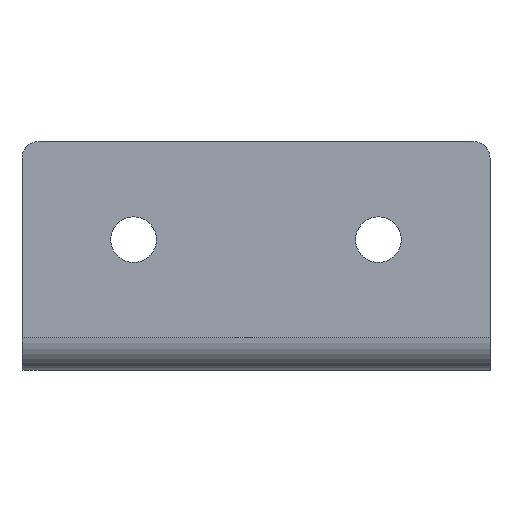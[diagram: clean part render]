
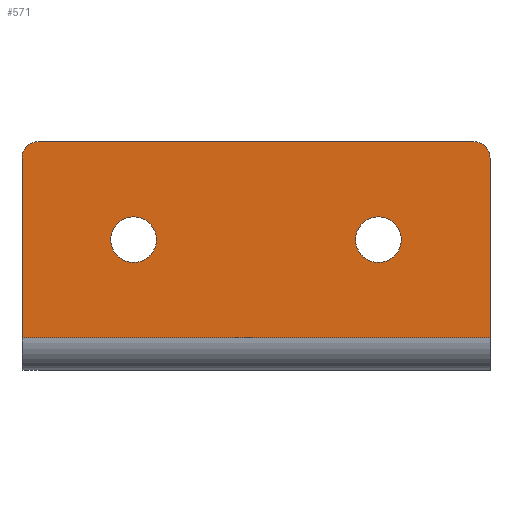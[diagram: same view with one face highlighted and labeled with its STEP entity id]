
A CAD part, front view. The second image highlights one B-rep face of the part: STEP entity #571.
In plain terms, the highlighted planar face has unit normal (0, -1, 0).
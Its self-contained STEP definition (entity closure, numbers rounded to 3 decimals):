
#9 = EDGE_CURVE ( 'NONE', #550, #502, #358, .T. ) ;
#20 = DIRECTION ( 'NONE',  ( 0., 0., 1. ) ) ;
#23 = ORIENTED_EDGE ( 'NONE', *, *, #753, .T. ) ;
#25 = CARTESIAN_POINT ( 'NONE',  ( 65.5, 0., 28.2 ) ) ;
#38 = CIRCLE ( 'NONE', #144, 3. ) ;
#60 = DIRECTION ( 'NONE',  ( 0., 0., -1. ) ) ;
#68 = DIRECTION ( 'NONE',  ( 0., -1., 0. ) ) ;
#100 = VECTOR ( 'NONE', #150, 1000. ) ;
#114 = FACE_BOUND ( 'NONE', #450, .T. ) ;
#115 = DIRECTION ( 'NONE',  ( 0., -1., 0. ) ) ;
#119 = DIRECTION ( 'NONE',  ( 1., 0., 0. ) ) ;
#131 = EDGE_CURVE ( 'NONE', #490, #679, #544, .T. ) ;
#139 = ORIENTED_EDGE ( 'NONE', *, *, #215, .F. ) ;
#144 = AXIS2_PLACEMENT_3D ( 'NONE', #631, #115, #60 ) ;
#150 = DIRECTION ( 'NONE',  ( 0., 0., 1. ) ) ;
#154 = EDGE_CURVE ( 'NONE', #276, #644, #38, .T. ) ;
#171 = CIRCLE ( 'NONE', #722, 4.2 ) ;
#175 = CARTESIAN_POINT ( 'NONE',  ( 86., 0., 39. ) ) ;
#178 = DIRECTION ( 'NONE',  ( 0., -1., 0. ) ) ;
#182 = CARTESIAN_POINT ( 'NONE',  ( 65.5, 0., 24. ) ) ;
#206 = CARTESIAN_POINT ( 'NONE',  ( 65.5, 0., 19.8 ) ) ;
#207 = LINE ( 'NONE', #445, #489 ) ;
#209 = ORIENTED_EDGE ( 'NONE', *, *, #721, .T. ) ;
#214 = VERTEX_POINT ( 'NONE', #175 ) ;
#215 = EDGE_CURVE ( 'NONE', #679, #490, #171, .T. ) ;
#217 = LINE ( 'NONE', #467, #724 ) ;
#231 = DIRECTION ( 'NONE',  ( 1., 0., 0. ) ) ;
#236 = EDGE_CURVE ( 'NONE', #214, #488, #807, .T. ) ;
#239 = DIRECTION ( 'NONE',  ( 0., -1., 0. ) ) ;
#242 = PLANE ( 'NONE',  #586 ) ;
#269 = DIRECTION ( 'NONE',  ( -1., 0., 0. ) ) ;
#276 = VERTEX_POINT ( 'NONE', #328 ) ;
#287 = CARTESIAN_POINT ( 'NONE',  ( 86., 0., 42. ) ) ;
#293 = AXIS2_PLACEMENT_3D ( 'NONE', #591, #68, #331 ) ;
#318 = DIRECTION ( 'NONE',  ( 0., -1., 0. ) ) ;
#328 = CARTESIAN_POINT ( 'NONE',  ( 3., 0., 42. ) ) ;
#331 = DIRECTION ( 'NONE',  ( 0., 0., -1. ) ) ;
#336 = DIRECTION ( 'NONE',  ( -1., 0., 0. ) ) ;
#348 = CIRCLE ( 'NONE', #461, 4.2 ) ;
#355 = EDGE_LOOP ( 'NONE', ( #805, #763 ) ) ;
#358 = CIRCLE ( 'NONE', #676, 4.2 ) ;
#406 = CARTESIAN_POINT ( 'NONE',  ( 20.5, 0., 24. ) ) ;
#410 = EDGE_LOOP ( 'NONE', ( #209, #514, #23, #823, #444, #759 ) ) ;
#424 = AXIS2_PLACEMENT_3D ( 'NONE', #182, #318, #119 ) ;
#444 = ORIENTED_EDGE ( 'NONE', *, *, #773, .F. ) ;
#445 = CARTESIAN_POINT ( 'NONE',  ( 86., 0., 6. ) ) ;
#450 = EDGE_LOOP ( 'NONE', ( #730, #139 ) ) ;
#461 = AXIS2_PLACEMENT_3D ( 'NONE', #406, #795, #832 ) ;
#467 = CARTESIAN_POINT ( 'NONE',  ( 0., 0., 0. ) ) ;
#470 = VERTEX_POINT ( 'NONE', #697 ) ;
#480 = EDGE_CURVE ( 'NONE', #816, #470, #207, .T. ) ;
#488 = VERTEX_POINT ( 'NONE', #704 ) ;
#489 = VECTOR ( 'NONE', #269, 1000. ) ;
#490 = VERTEX_POINT ( 'NONE', #25 ) ;
#495 = CARTESIAN_POINT ( 'NONE',  ( 20.5, 0., 24. ) ) ;
#498 = DIRECTION ( 'NONE',  ( 0., -1., 0. ) ) ;
#502 = VERTEX_POINT ( 'NONE', #593 ) ;
#514 = ORIENTED_EDGE ( 'NONE', *, *, #236, .T. ) ;
#518 = VECTOR ( 'NONE', #336, 1000. ) ;
#544 = CIRCLE ( 'NONE', #424, 4.2 ) ;
#548 = EDGE_CURVE ( 'NONE', #502, #550, #348, .T. ) ;
#550 = VERTEX_POINT ( 'NONE', #700 ) ;
#571 = ADVANCED_FACE ( 'NONE', ( #741, #114, #630 ), #242, .T. ) ;
#586 = AXIS2_PLACEMENT_3D ( 'NONE', #675, #178, #771 ) ;
#591 = CARTESIAN_POINT ( 'NONE',  ( 83., 0., 39. ) ) ;
#593 = CARTESIAN_POINT ( 'NONE',  ( 20.5, 0., 19.8 ) ) ;
#595 = LINE ( 'NONE', #287, #518 ) ;
#613 = CARTESIAN_POINT ( 'NONE',  ( 0., 0., 39. ) ) ;
#630 = FACE_OUTER_BOUND ( 'NONE', #410, .T. ) ;
#631 = CARTESIAN_POINT ( 'NONE',  ( 3., 0., 39. ) ) ;
#644 = VERTEX_POINT ( 'NONE', #613 ) ;
#649 = LINE ( 'NONE', #725, #100 ) ;
#675 = CARTESIAN_POINT ( 'NONE',  ( 86., 0., 0. ) ) ;
#676 = AXIS2_PLACEMENT_3D ( 'NONE', #495, #239, #815 ) ;
#679 = VERTEX_POINT ( 'NONE', #206 ) ;
#697 = CARTESIAN_POINT ( 'NONE',  ( 0., 0., 6. ) ) ;
#700 = CARTESIAN_POINT ( 'NONE',  ( 20.5, 0., 28.2 ) ) ;
#704 = CARTESIAN_POINT ( 'NONE',  ( 83., 0., 42. ) ) ;
#721 = EDGE_CURVE ( 'NONE', #816, #214, #649, .T. ) ;
#722 = AXIS2_PLACEMENT_3D ( 'NONE', #826, #498, #231 ) ;
#724 = VECTOR ( 'NONE', #20, 1000. ) ;
#725 = CARTESIAN_POINT ( 'NONE',  ( 86., 0., 0. ) ) ;
#730 = ORIENTED_EDGE ( 'NONE', *, *, #131, .F. ) ;
#741 = FACE_BOUND ( 'NONE', #355, .T. ) ;
#753 = EDGE_CURVE ( 'NONE', #488, #276, #595, .T. ) ;
#759 = ORIENTED_EDGE ( 'NONE', *, *, #480, .F. ) ;
#763 = ORIENTED_EDGE ( 'NONE', *, *, #548, .F. ) ;
#771 = DIRECTION ( 'NONE',  ( 0., 0., -1. ) ) ;
#773 = EDGE_CURVE ( 'NONE', #470, #644, #217, .T. ) ;
#795 = DIRECTION ( 'NONE',  ( 0., -1., 0. ) ) ;
#805 = ORIENTED_EDGE ( 'NONE', *, *, #9, .F. ) ;
#807 = CIRCLE ( 'NONE', #293, 3. ) ;
#811 = CARTESIAN_POINT ( 'NONE',  ( 86., 0., 6. ) ) ;
#815 = DIRECTION ( 'NONE',  ( 1., 0., 0. ) ) ;
#816 = VERTEX_POINT ( 'NONE', #811 ) ;
#823 = ORIENTED_EDGE ( 'NONE', *, *, #154, .T. ) ;
#826 = CARTESIAN_POINT ( 'NONE',  ( 65.5, 0., 24. ) ) ;
#832 = DIRECTION ( 'NONE',  ( 1., 0., 0. ) ) ;
